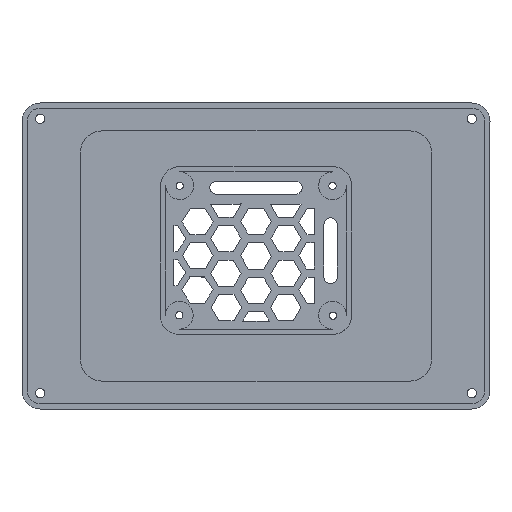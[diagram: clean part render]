
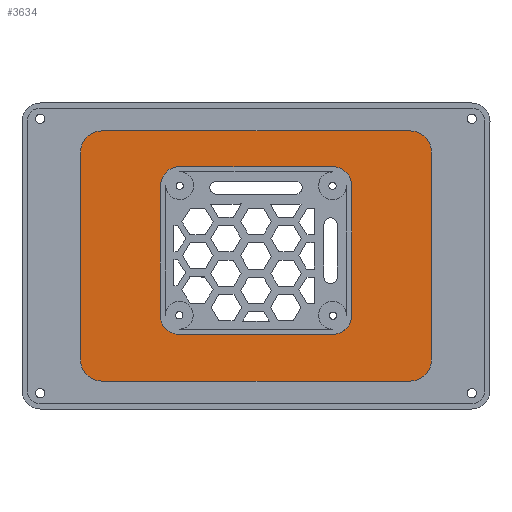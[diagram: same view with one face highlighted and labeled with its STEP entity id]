
A CAD part, top view. The second image highlights one B-rep face of the part: STEP entity #3634.
In plain terms, the highlighted planar face has unit normal (0, 0, 1).
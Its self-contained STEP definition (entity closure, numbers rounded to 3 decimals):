
#45=FACE_BOUND('',#485,.T.);
#104=PLANE('',#3883);
#271=FACE_OUTER_BOUND('',#484,.T.);
#484=EDGE_LOOP('',(#2776,#2777,#2778,#2779,#2780,#2781,#2782,#2783));
#485=EDGE_LOOP('',(#2784,#2785,#2786,#2787,#2788,#2789,#2790,#2791));
#816=LINE('',#5393,#1263);
#820=LINE('',#5405,#1267);
#824=LINE('',#5414,#1271);
#829=LINE('',#5427,#1276);
#833=LINE('',#5439,#1280);
#837=LINE('',#5451,#1284);
#840=LINE('',#5460,#1287);
#844=LINE('',#5472,#1291);
#1263=VECTOR('',#4317,10.);
#1267=VECTOR('',#4329,10.);
#1271=VECTOR('',#4335,10.);
#1276=VECTOR('',#4348,10.);
#1280=VECTOR('',#4360,10.);
#1284=VECTOR('',#4372,10.);
#1287=VECTOR('',#4383,10.);
#1291=VECTOR('',#4395,10.);
#1603=CIRCLE('',#3853,8.);
#1605=CIRCLE('',#3857,8.);
#1607=CIRCLE('',#3862,7.25);
#1609=CIRCLE('',#3866,7.231);
#1611=CIRCLE('',#3870,7.25);
#1613=CIRCLE('',#3874,7.25);
#1615=CIRCLE('',#3878,8.);
#1617=CIRCLE('',#3882,8.);
#1801=VERTEX_POINT('',#5384);
#1802=VERTEX_POINT('',#5386);
#1804=VERTEX_POINT('',#5392);
#1806=VERTEX_POINT('',#5398);
#1808=VERTEX_POINT('',#5404);
#1811=VERTEX_POINT('',#5411);
#1812=VERTEX_POINT('',#5413);
#1814=VERTEX_POINT('',#5419);
#1816=VERTEX_POINT('',#5425);
#1818=VERTEX_POINT('',#5431);
#1820=VERTEX_POINT('',#5437);
#1822=VERTEX_POINT('',#5443);
#1824=VERTEX_POINT('',#5449);
#1826=VERTEX_POINT('',#5458);
#1828=VERTEX_POINT('',#5464);
#1830=VERTEX_POINT('',#5470);
#2163=EDGE_CURVE('',#1801,#1802,#1603,.T.);
#2166=EDGE_CURVE('',#1802,#1804,#816,.T.);
#2169=EDGE_CURVE('',#1804,#1806,#1605,.T.);
#2172=EDGE_CURVE('',#1806,#1808,#820,.T.);
#2176=EDGE_CURVE('',#1811,#1812,#824,.T.);
#2180=EDGE_CURVE('',#1814,#1811,#1607,.T.);
#2183=EDGE_CURVE('',#1816,#1814,#829,.T.);
#2186=EDGE_CURVE('',#1818,#1816,#1609,.T.);
#2189=EDGE_CURVE('',#1820,#1818,#833,.T.);
#2192=EDGE_CURVE('',#1822,#1820,#1611,.T.);
#2195=EDGE_CURVE('',#1824,#1822,#837,.T.);
#2197=EDGE_CURVE('',#1812,#1824,#1613,.T.);
#2200=EDGE_CURVE('',#1826,#1801,#840,.T.);
#2203=EDGE_CURVE('',#1828,#1826,#1615,.T.);
#2206=EDGE_CURVE('',#1830,#1828,#844,.T.);
#2208=EDGE_CURVE('',#1808,#1830,#1617,.T.);
#2776=ORIENTED_EDGE('',*,*,#2172,.F.);
#2777=ORIENTED_EDGE('',*,*,#2169,.F.);
#2778=ORIENTED_EDGE('',*,*,#2166,.F.);
#2779=ORIENTED_EDGE('',*,*,#2163,.F.);
#2780=ORIENTED_EDGE('',*,*,#2200,.F.);
#2781=ORIENTED_EDGE('',*,*,#2203,.F.);
#2782=ORIENTED_EDGE('',*,*,#2206,.F.);
#2783=ORIENTED_EDGE('',*,*,#2208,.F.);
#2784=ORIENTED_EDGE('',*,*,#2197,.F.);
#2785=ORIENTED_EDGE('',*,*,#2176,.F.);
#2786=ORIENTED_EDGE('',*,*,#2180,.F.);
#2787=ORIENTED_EDGE('',*,*,#2183,.F.);
#2788=ORIENTED_EDGE('',*,*,#2186,.F.);
#2789=ORIENTED_EDGE('',*,*,#2189,.F.);
#2790=ORIENTED_EDGE('',*,*,#2192,.F.);
#2791=ORIENTED_EDGE('',*,*,#2195,.F.);
#3634=ADVANCED_FACE('',(#271,#45),#104,.T.);
#3853=AXIS2_PLACEMENT_3D('',#5387,#4311,#4312);
#3857=AXIS2_PLACEMENT_3D('',#5399,#4323,#4324);
#3862=AXIS2_PLACEMENT_3D('',#5421,#4342,#4343);
#3866=AXIS2_PLACEMENT_3D('',#5433,#4354,#4355);
#3870=AXIS2_PLACEMENT_3D('',#5445,#4366,#4367);
#3874=AXIS2_PLACEMENT_3D('',#5454,#4377,#4378);
#3878=AXIS2_PLACEMENT_3D('',#5466,#4389,#4390);
#3882=AXIS2_PLACEMENT_3D('',#5475,#4400,#4401);
#3883=AXIS2_PLACEMENT_3D('',#5476,#4402,#4403);
#4311=DIRECTION('center_axis',(0.,0.,-1.));
#4312=DIRECTION('ref_axis',(-1.,0.,0.));
#4317=DIRECTION('',(0.,1.,0.));
#4323=DIRECTION('center_axis',(0.,0.,-1.));
#4324=DIRECTION('ref_axis',(0.,1.,0.));
#4329=DIRECTION('',(1.,0.,0.));
#4335=DIRECTION('',(0.,1.,0.));
#4342=DIRECTION('center_axis',(0.,0.,1.));
#4343=DIRECTION('ref_axis',(0.,-1.,0.));
#4348=DIRECTION('',(1.,0.,0.));
#4354=DIRECTION('center_axis',(0.,0.,1.));
#4355=DIRECTION('ref_axis',(-1.,0.004,0.));
#4360=DIRECTION('',(-0.004,-1.,0.));
#4366=DIRECTION('center_axis',(0.,0.,1.));
#4367=DIRECTION('ref_axis',(0.001,1.,0.));
#4372=DIRECTION('',(-1.,0.001,0.));
#4377=DIRECTION('center_axis',(0.,0.,1.));
#4378=DIRECTION('ref_axis',(1.,0.,0.));
#4383=DIRECTION('',(-1.,0.,0.));
#4389=DIRECTION('center_axis',(0.,0.,-1.));
#4390=DIRECTION('ref_axis',(0.,-1.,0.));
#4395=DIRECTION('',(0.,-1.,0.));
#4400=DIRECTION('center_axis',(0.,0.,-1.));
#4401=DIRECTION('ref_axis',(1.,0.,0.));
#4402=DIRECTION('center_axis',(0.,0.,1.));
#4403=DIRECTION('ref_axis',(-1.,0.,0.));
#5384=CARTESIAN_POINT('',(-58.4,-47.313,2.6));
#5386=CARTESIAN_POINT('',(-66.4,-39.313,2.6));
#5387=CARTESIAN_POINT('Origin',(-58.4,-39.313,2.6));
#5392=CARTESIAN_POINT('',(-66.4,39.313,2.6));
#5393=CARTESIAN_POINT('',(-66.4,39.313,2.6));
#5398=CARTESIAN_POINT('',(-58.4,47.313,2.6));
#5399=CARTESIAN_POINT('Origin',(-58.4,39.313,2.6));
#5404=CARTESIAN_POINT('',(58.4,47.313,2.6));
#5405=CARTESIAN_POINT('',(58.4,47.313,2.6));
#5411=CARTESIAN_POINT('',(36.202,-22.457,2.6));
#5413=CARTESIAN_POINT('',(36.202,26.543,2.6));
#5414=CARTESIAN_POINT('',(36.202,26.543,2.6));
#5419=CARTESIAN_POINT('',(28.952,-29.707,2.6));
#5421=CARTESIAN_POINT('Origin',(28.952,-22.457,2.6));
#5425=CARTESIAN_POINT('',(-29.045,-29.707,2.6));
#5427=CARTESIAN_POINT('',(-29.045,-29.707,2.6));
#5431=CARTESIAN_POINT('',(-36.298,-22.45,2.6));
#5433=CARTESIAN_POINT('Origin',(-29.067,-22.476,2.6));
#5437=CARTESIAN_POINT('',(-36.123,26.64,2.6));
#5439=CARTESIAN_POINT('',(-36.298,-22.45,2.6));
#5443=CARTESIAN_POINT('',(-28.864,33.864,2.6));
#5445=CARTESIAN_POINT('Origin',(-28.873,26.614,2.6));
#5449=CARTESIAN_POINT('',(28.953,33.793,2.6));
#5451=CARTESIAN_POINT('',(28.953,33.793,2.6));
#5454=CARTESIAN_POINT('Origin',(28.952,26.543,2.6));
#5458=CARTESIAN_POINT('',(58.4,-47.313,2.6));
#5460=CARTESIAN_POINT('',(-58.4,-47.313,2.6));
#5464=CARTESIAN_POINT('',(66.4,-39.313,2.6));
#5466=CARTESIAN_POINT('Origin',(58.4,-39.313,2.6));
#5470=CARTESIAN_POINT('',(66.4,39.313,2.6));
#5472=CARTESIAN_POINT('',(66.4,-39.313,2.6));
#5475=CARTESIAN_POINT('Origin',(58.4,39.313,2.6));
#5476=CARTESIAN_POINT('Origin',(0.,0.,2.6));
